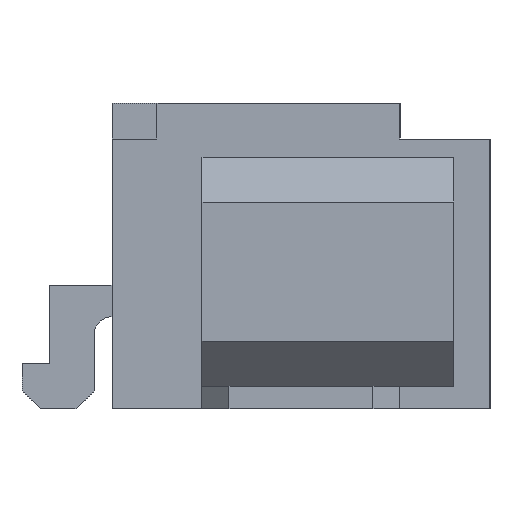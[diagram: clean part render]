
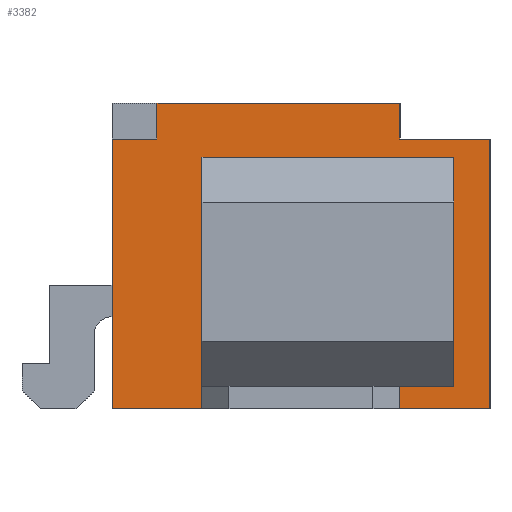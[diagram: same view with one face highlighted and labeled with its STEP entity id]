
A CAD part, left-side view. The second image highlights one B-rep face of the part: STEP entity #3382.
In plain terms, the highlighted planar face has unit normal (-1, 0, 0).
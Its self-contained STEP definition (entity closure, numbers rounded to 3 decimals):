
#787 = VERTEX_POINT('',#788);
#788 = CARTESIAN_POINT('',(-7.75,-2.6,0.));
#794 = EDGE_CURVE('',#787,#795,#797,.T.);
#795 = VERTEX_POINT('',#796);
#796 = CARTESIAN_POINT('',(-7.75,-2.6,3.));
#797 = LINE('',#798,#799);
#798 = CARTESIAN_POINT('',(-7.75,-2.6,0.));
#799 = VECTOR('',#800,1.);
#800 = DIRECTION('',(0.,0.,1.));
#1454 = VERTEX_POINT('',#1455);
#1455 = CARTESIAN_POINT('',(-7.75,1.6,3.));
#1461 = EDGE_CURVE('',#1462,#1454,#1464,.T.);
#1462 = VERTEX_POINT('',#1463);
#1463 = CARTESIAN_POINT('',(-7.75,1.6,0.));
#1464 = LINE('',#1465,#1466);
#1465 = CARTESIAN_POINT('',(-7.75,1.6,0.));
#1466 = VECTOR('',#1467,1.);
#1467 = DIRECTION('',(0.,0.,1.));
#2388 = VERTEX_POINT('',#2389);
#2389 = CARTESIAN_POINT('',(-7.75,1.1,3.4));
#2395 = EDGE_CURVE('',#2388,#2396,#2398,.T.);
#2396 = VERTEX_POINT('',#2397);
#2397 = CARTESIAN_POINT('',(-7.75,-1.6,3.4));
#2398 = LINE('',#2399,#2400);
#2399 = CARTESIAN_POINT('',(-7.75,1.6,3.4));
#2400 = VECTOR('',#2401,1.);
#2401 = DIRECTION('',(0.,-1.,0.));
#3327 = EDGE_CURVE('',#1462,#787,#3328,.T.);
#3328 = LINE('',#3329,#3330);
#3329 = CARTESIAN_POINT('',(-7.75,1.6,0.));
#3330 = VECTOR('',#3331,1.);
#3331 = DIRECTION('',(0.,-1.,0.));
#3362 = EDGE_CURVE('',#795,#3363,#3365,.T.);
#3363 = VERTEX_POINT('',#3364);
#3364 = CARTESIAN_POINT('',(-7.75,-1.6,3.));
#3365 = LINE('',#3366,#3367);
#3366 = CARTESIAN_POINT('',(-7.75,-2.6,3.));
#3367 = VECTOR('',#3368,1.);
#3368 = DIRECTION('',(0.,1.,0.));
#3382 = ADVANCED_FACE('',(#3383,#3410),#3492,.F.);
#3383 = FACE_BOUND('',#3384,.F.);
#3384 = EDGE_LOOP('',(#3385,#3386,#3387,#3395,#3401,#3402,#3408,#3409));
#3385 = ORIENTED_EDGE('',*,*,#3327,.F.);
#3386 = ORIENTED_EDGE('',*,*,#1461,.T.);
#3387 = ORIENTED_EDGE('',*,*,#3388,.T.);
#3388 = EDGE_CURVE('',#1454,#3389,#3391,.T.);
#3389 = VERTEX_POINT('',#3390);
#3390 = CARTESIAN_POINT('',(-7.75,1.1,3.));
#3391 = LINE('',#3392,#3393);
#3392 = CARTESIAN_POINT('',(-7.75,1.6,3.));
#3393 = VECTOR('',#3394,1.);
#3394 = DIRECTION('',(0.,-1.,0.));
#3395 = ORIENTED_EDGE('',*,*,#3396,.F.);
#3396 = EDGE_CURVE('',#2388,#3389,#3397,.T.);
#3397 = LINE('',#3398,#3399);
#3398 = CARTESIAN_POINT('',(-7.75,1.1,3.4));
#3399 = VECTOR('',#3400,1.);
#3400 = DIRECTION('',(-0.,-0.,-1.));
#3401 = ORIENTED_EDGE('',*,*,#2395,.T.);
#3402 = ORIENTED_EDGE('',*,*,#3403,.T.);
#3403 = EDGE_CURVE('',#2396,#3363,#3404,.T.);
#3404 = LINE('',#3405,#3406);
#3405 = CARTESIAN_POINT('',(-7.75,-1.6,3.4));
#3406 = VECTOR('',#3407,1.);
#3407 = DIRECTION('',(0.,0.,-1.));
#3408 = ORIENTED_EDGE('',*,*,#3362,.F.);
#3409 = ORIENTED_EDGE('',*,*,#794,.F.);
#3410 = FACE_BOUND('',#3411,.F.);
#3411 = EDGE_LOOP('',(#3412,#3422,#3430,#3438,#3446,#3454,#3462,#3470,
#3478,#3486));
#3412 = ORIENTED_EDGE('',*,*,#3413,.F.);
#3413 = EDGE_CURVE('',#3414,#3416,#3418,.T.);
#3414 = VERTEX_POINT('',#3415);
#3415 = CARTESIAN_POINT('',(-7.75,0.6,2.8));
#3416 = VERTEX_POINT('',#3417);
#3417 = CARTESIAN_POINT('',(-7.75,-2.2,2.8));
#3418 = LINE('',#3419,#3420);
#3419 = CARTESIAN_POINT('',(-7.75,0.6,2.8));
#3420 = VECTOR('',#3421,1.);
#3421 = DIRECTION('',(0.,-1.,0.));
#3422 = ORIENTED_EDGE('',*,*,#3423,.T.);
#3423 = EDGE_CURVE('',#3414,#3424,#3426,.T.);
#3424 = VERTEX_POINT('',#3425);
#3425 = CARTESIAN_POINT('',(-7.75,0.6,1.6));
#3426 = LINE('',#3427,#3428);
#3427 = CARTESIAN_POINT('',(-7.75,0.6,2.8));
#3428 = VECTOR('',#3429,1.);
#3429 = DIRECTION('',(0.,0.,-1.));
#3430 = ORIENTED_EDGE('',*,*,#3431,.T.);
#3431 = EDGE_CURVE('',#3424,#3432,#3434,.T.);
#3432 = VERTEX_POINT('',#3433);
#3433 = CARTESIAN_POINT('',(-7.75,-1.6,1.6));
#3434 = LINE('',#3435,#3436);
#3435 = CARTESIAN_POINT('',(-7.75,0.6,1.6));
#3436 = VECTOR('',#3437,1.);
#3437 = DIRECTION('',(0.,-1.,0.));
#3438 = ORIENTED_EDGE('',*,*,#3439,.T.);
#3439 = EDGE_CURVE('',#3432,#3440,#3442,.T.);
#3440 = VERTEX_POINT('',#3441);
#3441 = CARTESIAN_POINT('',(-7.75,-1.6,1.25));
#3442 = LINE('',#3443,#3444);
#3443 = CARTESIAN_POINT('',(-7.75,-1.6,1.6));
#3444 = VECTOR('',#3445,1.);
#3445 = DIRECTION('',(0.,0.,-1.));
#3446 = ORIENTED_EDGE('',*,*,#3447,.F.);
#3447 = EDGE_CURVE('',#3448,#3440,#3450,.T.);
#3448 = VERTEX_POINT('',#3449);
#3449 = CARTESIAN_POINT('',(-7.75,0.6,1.25));
#3450 = LINE('',#3451,#3452);
#3451 = CARTESIAN_POINT('',(-7.75,0.6,1.25));
#3452 = VECTOR('',#3453,1.);
#3453 = DIRECTION('',(0.,-1.,0.));
#3454 = ORIENTED_EDGE('',*,*,#3455,.T.);
#3455 = EDGE_CURVE('',#3448,#3456,#3458,.T.);
#3456 = VERTEX_POINT('',#3457);
#3457 = CARTESIAN_POINT('',(-7.75,0.6,0.35));
#3458 = LINE('',#3459,#3460);
#3459 = CARTESIAN_POINT('',(-7.75,0.6,1.25));
#3460 = VECTOR('',#3461,1.);
#3461 = DIRECTION('',(0.,0.,-1.));
#3462 = ORIENTED_EDGE('',*,*,#3463,.T.);
#3463 = EDGE_CURVE('',#3456,#3464,#3466,.T.);
#3464 = VERTEX_POINT('',#3465);
#3465 = CARTESIAN_POINT('',(-7.75,-1.6,0.35));
#3466 = LINE('',#3467,#3468);
#3467 = CARTESIAN_POINT('',(-7.75,0.6,0.35));
#3468 = VECTOR('',#3469,1.);
#3469 = DIRECTION('',(0.,-1.,0.));
#3470 = ORIENTED_EDGE('',*,*,#3471,.T.);
#3471 = EDGE_CURVE('',#3464,#3472,#3474,.T.);
#3472 = VERTEX_POINT('',#3473);
#3473 = CARTESIAN_POINT('',(-7.75,-1.6,0.25));
#3474 = LINE('',#3475,#3476);
#3475 = CARTESIAN_POINT('',(-7.75,-1.6,1.6));
#3476 = VECTOR('',#3477,1.);
#3477 = DIRECTION('',(0.,0.,-1.));
#3478 = ORIENTED_EDGE('',*,*,#3479,.T.);
#3479 = EDGE_CURVE('',#3472,#3480,#3482,.T.);
#3480 = VERTEX_POINT('',#3481);
#3481 = CARTESIAN_POINT('',(-7.75,-2.2,0.25));
#3482 = LINE('',#3483,#3484);
#3483 = CARTESIAN_POINT('',(-7.75,0.6,0.25));
#3484 = VECTOR('',#3485,1.);
#3485 = DIRECTION('',(0.,-1.,0.));
#3486 = ORIENTED_EDGE('',*,*,#3487,.F.);
#3487 = EDGE_CURVE('',#3416,#3480,#3488,.T.);
#3488 = LINE('',#3489,#3490);
#3489 = CARTESIAN_POINT('',(-7.75,-2.2,2.8));
#3490 = VECTOR('',#3491,1.);
#3491 = DIRECTION('',(0.,0.,-1.));
#3492 = PLANE('',#3493);
#3493 = AXIS2_PLACEMENT_3D('',#3494,#3495,#3496);
#3494 = CARTESIAN_POINT('',(-7.75,1.6,0.));
#3495 = DIRECTION('',(1.,0.,0.));
#3496 = DIRECTION('',(0.,-1.,0.));
